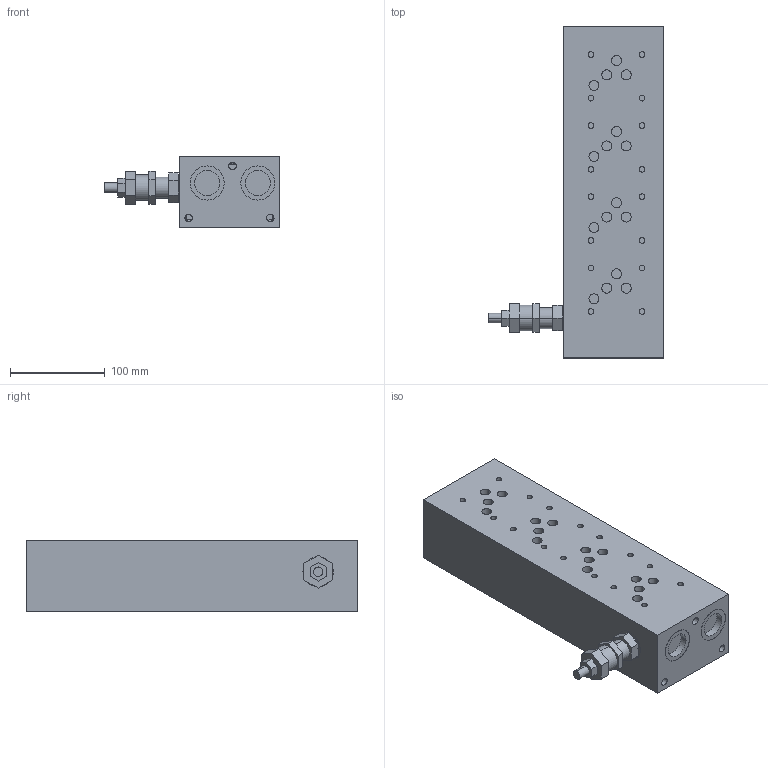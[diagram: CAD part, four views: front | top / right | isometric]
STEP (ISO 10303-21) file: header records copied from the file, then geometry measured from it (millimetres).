
FILE_DESCRIPTION(('STEP AP214'),'1');
FILE_NAME('tmp0.step',' ',(' '),(' '),'XStep 1.0',' ',' ');
FILE_SCHEMA(('automotive_design'));
Length unit declared in the file: millimetre
Bounding box: 185 x 350 x 75 mm (x, y, z)
Volume: 2740694.5 mm3; surface area: 168967.8 mm2
Topology: 2 solids, 2 shells, 312 faces, 686 edges, 448 vertices
Faces by surface type: cylinder 171, plane 128, cone 13
Entity records: 11314 total; most frequent: DIRECTION 1635, CARTESIAN_POINT 1590, ORIENTED_EDGE 1372, EDGE_CURVE 686, AXIS2_PLACEMENT_3D 662, VERTEX_POINT 448, EDGE_LOOP 386, CIRCLE 336
